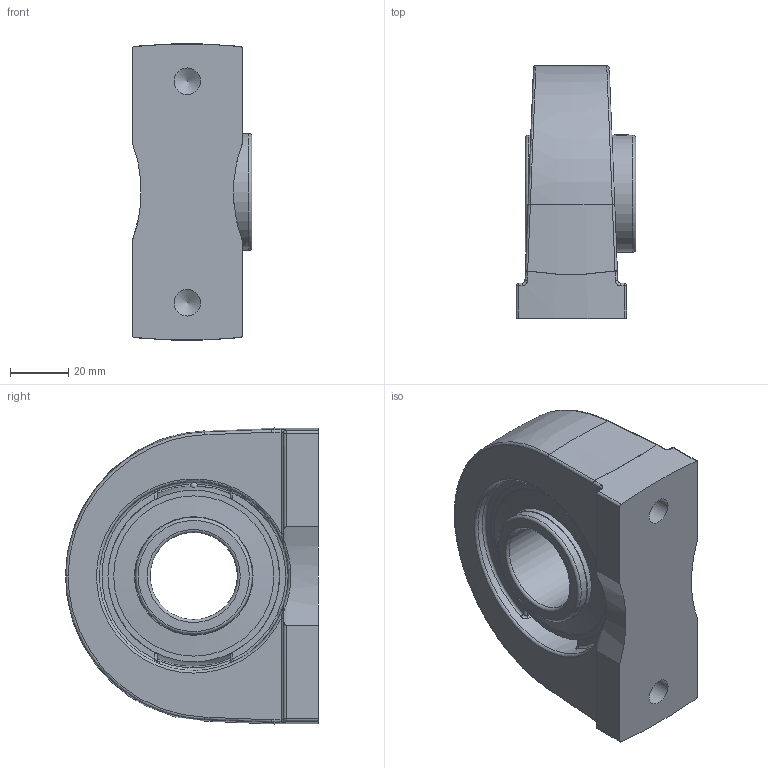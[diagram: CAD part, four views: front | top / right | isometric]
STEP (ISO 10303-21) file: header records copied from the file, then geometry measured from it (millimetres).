
FILE_DESCRIPTION(/* description */ ('Alibre Inc.'),/* implementation_level */ '2;1');
FILE_NAME(/* name */ 'export-8A4BDAA9-261E-451D-B236-1F0DCD407D0B',/* time_stamp */ '2020-05-18T14:44:43-07:00',/* author */ (''),/* organization */ (''),/* preprocessor_version */ 'ST-DEVELOPER v17',/* originating_system */ 'Alibre',/* authorisation */ '');
FILE_SCHEMA (('CONFIG_CONTROL_DESIGN'));
Length unit declared in the file: inch
Bounding box: 41.2 x 87 x 101.86 mm (x, y, z)
Volume: 172131.2 mm3; surface area: 52135.8 mm2
Topology: 16 solids, 16 shells, 174 faces, 423 edges, 256 vertices
Faces by surface type: cylinder 47, plane 47, bspline 30, sphere 23, torus 17, cone 10
Full cylindrical faces by diameter (mm): 5.359 x2, 9.144 x2, 30 x1, 40.259 x2, 40.284 x2, 40.792 x2, 55.093 x2, 55.118 x2, 65.017 x2, 70.35 x1
Entity records: 9189 total; most frequent: CARTESIAN_POINT 5320, ORIENTED_EDGE 606, DIRECTION 592, EDGE_CURVE 303, AXIS2_PLACEMENT_3D 283, FACE_BOUND 213, VERTEX_POINT 210, EDGE_LOOP 202
